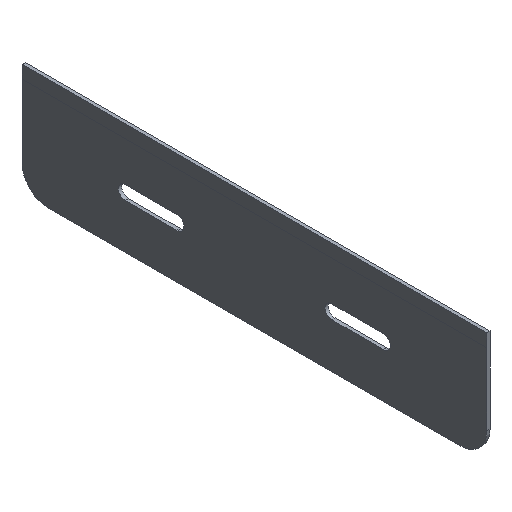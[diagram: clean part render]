
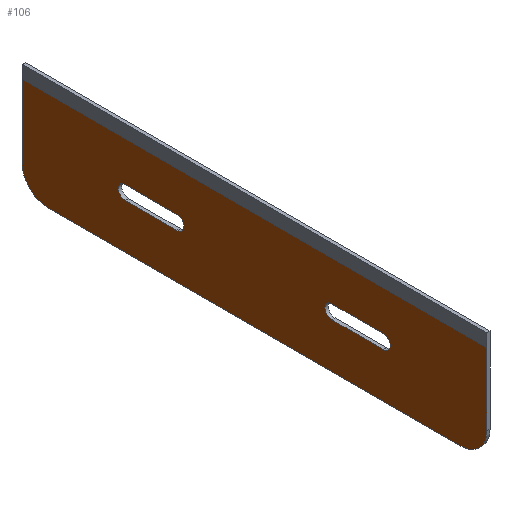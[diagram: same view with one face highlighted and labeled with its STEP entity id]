
A CAD part, isometric view. The second image highlights one B-rep face of the part: STEP entity #106.
In plain terms, the highlighted planar face has unit normal (-1, 0, 0).
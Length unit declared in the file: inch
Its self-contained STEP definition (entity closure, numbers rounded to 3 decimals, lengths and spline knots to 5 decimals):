
#8 = CIRCLE ( 'NONE', #262, 0.133 ) ;
#12 = FACE_BOUND ( 'NONE', #238, .T. ) ;
#13 = FACE_OUTER_BOUND ( 'NONE', #514, .T. ) ;
#27 = CARTESIAN_POINT ( 'NONE',  ( 7.25, 15.94, 0. ) ) ;
#28 = ORIENTED_EDGE ( 'NONE', *, *, #234, .F. ) ;
#36 = CIRCLE ( 'NONE', #209, 0.133 ) ;
#41 = VERTEX_POINT ( 'NONE', #267 ) ;
#45 = VERTEX_POINT ( 'NONE', #359 ) ;
#47 = CARTESIAN_POINT ( 'NONE',  ( 7.25, 6.94, 54.815 ) ) ;
#65 = DIRECTION ( 'NONE',  ( 0., 0., -1. ) ) ;
#68 = EDGE_CURVE ( 'NONE', #79, #412, #540, .T. ) ;
#79 = VERTEX_POINT ( 'NONE', #538 ) ;
#83 = LINE ( 'NONE', #256, #463 ) ;
#87 = DIRECTION ( 'NONE',  ( 0., 0., 1. ) ) ;
#88 = VECTOR ( 'NONE', #333, 39.37008 ) ;
#90 = DIRECTION ( 'NONE',  ( 0., 0., 1. ) ) ;
#93 = DIRECTION ( 'NONE',  ( 1., 0., 0. ) ) ;
#96 = CARTESIAN_POINT ( 'NONE',  ( 7.25, 12.94, 55.182 ) ) ;
#99 = CARTESIAN_POINT ( 'NONE',  ( 7.25, 8.94, 55.448 ) ) ;
#100 = CARTESIAN_POINT ( 'NONE',  ( 7.25, 9.94, 55.182 ) ) ;
#106 = ADVANCED_FACE ( 'NONE', ( #12, #229, #13 ), #141, .F. ) ;
#110 = DIRECTION ( 'NONE',  ( 0., 0., 1. ) ) ;
#111 = VERTEX_POINT ( 'NONE', #323 ) ;
#113 = ORIENTED_EDGE ( 'NONE', *, *, #387, .T. ) ;
#119 = VERTEX_POINT ( 'NONE', #358 ) ;
#127 = VERTEX_POINT ( 'NONE', #100 ) ;
#132 = CIRCLE ( 'NONE', #301, 0.133 ) ;
#141 = PLANE ( 'NONE',  #524 ) ;
#148 = EDGE_CURVE ( 'NONE', #419, #45, #353, .T. ) ;
#152 = CARTESIAN_POINT ( 'NONE',  ( 7.25, 12.94, 55.182 ) ) ;
#154 = DIRECTION ( 'NONE',  ( 0., 0., 1. ) ) ;
#161 = CIRCLE ( 'NONE', #347, 0.5 ) ;
#162 = DIRECTION ( 'NONE',  ( 1., 0., 0. ) ) ;
#166 = EDGE_LOOP ( 'NONE', ( #468, #396, #187, #259 ) ) ;
#168 = DIRECTION ( 'NONE',  ( 0., 1., 0. ) ) ;
#175 = DIRECTION ( 'NONE',  ( 0., -1., 0. ) ) ;
#176 = VERTEX_POINT ( 'NONE', #487 ) ;
#179 = DIRECTION ( 'NONE',  ( 0., -1., 0. ) ) ;
#181 = VECTOR ( 'NONE', #168, 39.37008 ) ;
#187 = ORIENTED_EDGE ( 'NONE', *, *, #280, .F. ) ;
#192 = CARTESIAN_POINT ( 'NONE',  ( 7.25, 6.94, 0. ) ) ;
#195 = ORIENTED_EDGE ( 'NONE', *, *, #536, .F. ) ;
#196 = DIRECTION ( 'NONE',  ( 0., 0., -1. ) ) ;
#200 = LINE ( 'NONE', #152, #88 ) ;
#205 = DIRECTION ( 'NONE',  ( 0., 0., 1. ) ) ;
#209 = AXIS2_PLACEMENT_3D ( 'NONE', #340, #162, #205 ) ;
#213 = CARTESIAN_POINT ( 'NONE',  ( 7.25, 12.94, 55.448 ) ) ;
#215 = DIRECTION ( 'NONE',  ( 1., 0., 0. ) ) ;
#229 = FACE_BOUND ( 'NONE', #166, .T. ) ;
#234 = EDGE_CURVE ( 'NONE', #419, #343, #515, .T. ) ;
#238 = EDGE_LOOP ( 'NONE', ( #490, #113, #298, #449 ) ) ;
#240 = ORIENTED_EDGE ( 'NONE', *, *, #270, .F. ) ;
#241 = LINE ( 'NONE', #27, #382 ) ;
#243 = CARTESIAN_POINT ( 'NONE',  ( 7.25, 15.44, 54.815 ) ) ;
#256 = CARTESIAN_POINT ( 'NONE',  ( 7.25, 8.94, 55.448 ) ) ;
#259 = ORIENTED_EDGE ( 'NONE', *, *, #268, .T. ) ;
#262 = AXIS2_PLACEMENT_3D ( 'NONE', #312, #486, #90 ) ;
#267 = CARTESIAN_POINT ( 'NONE',  ( 7.25, 15.94, 56.215 ) ) ;
#268 = EDGE_CURVE ( 'NONE', #506, #111, #200, .T. ) ;
#270 = EDGE_CURVE ( 'NONE', #176, #563, #325, .T. ) ;
#273 = DIRECTION ( 'NONE',  ( -1., 0., 0. ) ) ;
#276 = VECTOR ( 'NONE', #65, 39.37008 ) ;
#278 = CARTESIAN_POINT ( 'NONE',  ( 7.25, 0., 54.315 ) ) ;
#280 = EDGE_CURVE ( 'NONE', #506, #412, #394, .T. ) ;
#283 = VERTEX_POINT ( 'NONE', #499 ) ;
#286 = ORIENTED_EDGE ( 'NONE', *, *, #148, .T. ) ;
#288 = DIRECTION ( 'NONE',  ( -1., 0., 0. ) ) ;
#291 = ORIENTED_EDGE ( 'NONE', *, *, #316, .T. ) ;
#293 = AXIS2_PLACEMENT_3D ( 'NONE', #327, #288, #154 ) ;
#298 = ORIENTED_EDGE ( 'NONE', *, *, #477, .F. ) ;
#299 = DIRECTION ( 'NONE',  ( 0., -1., 0. ) ) ;
#301 = AXIS2_PLACEMENT_3D ( 'NONE', #445, #273, #496 ) ;
#303 = CARTESIAN_POINT ( 'NONE',  ( 7.25, 7.44, 54.815 ) ) ;
#304 = ORIENTED_EDGE ( 'NONE', *, *, #338, .F. ) ;
#312 = CARTESIAN_POINT ( 'NONE',  ( 7.25, 9.94, 55.315 ) ) ;
#316 = EDGE_CURVE ( 'NONE', #41, #343, #241, .T. ) ;
#322 = CARTESIAN_POINT ( 'NONE',  ( 7.25, 0., 56.215 ) ) ;
#323 = CARTESIAN_POINT ( 'NONE',  ( 7.25, 13.94, 55.182 ) ) ;
#325 = LINE ( 'NONE', #192, #276 ) ;
#327 = CARTESIAN_POINT ( 'NONE',  ( 7.25, 12.94, 55.315 ) ) ;
#333 = DIRECTION ( 'NONE',  ( 0., 1., 0. ) ) ;
#338 = EDGE_CURVE ( 'NONE', #563, #45, #161, .T. ) ;
#340 = CARTESIAN_POINT ( 'NONE',  ( 7.25, 13.94, 55.315 ) ) ;
#343 = VERTEX_POINT ( 'NONE', #478 ) ;
#347 = AXIS2_PLACEMENT_3D ( 'NONE', #303, #215, #391 ) ;
#353 = LINE ( 'NONE', #278, #363 ) ;
#358 = CARTESIAN_POINT ( 'NONE',  ( 7.25, 8.94, 55.182 ) ) ;
#359 = CARTESIAN_POINT ( 'NONE',  ( 7.25, 7.44, 54.315 ) ) ;
#363 = VECTOR ( 'NONE', #175, 39.37008 ) ;
#382 = VECTOR ( 'NONE', #196, 39.37008 ) ;
#387 = EDGE_CURVE ( 'NONE', #283, #494, #83, .T. ) ;
#390 = EDGE_CURVE ( 'NONE', #111, #79, #36, .T. ) ;
#391 = DIRECTION ( 'NONE',  ( 0., 0., 1. ) ) ;
#394 = CIRCLE ( 'NONE', #293, 0.133 ) ;
#396 = ORIENTED_EDGE ( 'NONE', *, *, #68, .T. ) ;
#397 = DIRECTION ( 'NONE',  ( 0., -1., 0. ) ) ;
#398 = EDGE_CURVE ( 'NONE', #119, #127, #472, .T. ) ;
#412 = VERTEX_POINT ( 'NONE', #213 ) ;
#419 = VERTEX_POINT ( 'NONE', #521 ) ;
#422 = VECTOR ( 'NONE', #179, 39.37008 ) ;
#445 = CARTESIAN_POINT ( 'NONE',  ( 7.25, 8.94, 55.315 ) ) ;
#447 = LINE ( 'NONE', #322, #513 ) ;
#449 = ORIENTED_EDGE ( 'NONE', *, *, #398, .T. ) ;
#463 = VECTOR ( 'NONE', #299, 39.37008 ) ;
#468 = ORIENTED_EDGE ( 'NONE', *, *, #390, .T. ) ;
#472 = LINE ( 'NONE', #561, #181 ) ;
#477 = EDGE_CURVE ( 'NONE', #119, #494, #132, .T. ) ;
#478 = CARTESIAN_POINT ( 'NONE',  ( 7.25, 15.94, 54.815 ) ) ;
#485 = CARTESIAN_POINT ( 'NONE',  ( 7.25, 0., 0. ) ) ;
#486 = DIRECTION ( 'NONE',  ( 1., 0., 0. ) ) ;
#487 = CARTESIAN_POINT ( 'NONE',  ( 7.25, 6.94, 56.215 ) ) ;
#490 = ORIENTED_EDGE ( 'NONE', *, *, #562, .T. ) ;
#494 = VERTEX_POINT ( 'NONE', #99 ) ;
#496 = DIRECTION ( 'NONE',  ( 0., 0., 1. ) ) ;
#499 = CARTESIAN_POINT ( 'NONE',  ( 7.25, 9.94, 55.448 ) ) ;
#506 = VERTEX_POINT ( 'NONE', #96 ) ;
#507 = DIRECTION ( 'NONE',  ( 1., 0., 0. ) ) ;
#513 = VECTOR ( 'NONE', #397, 39.37008 ) ;
#514 = EDGE_LOOP ( 'NONE', ( #291, #28, #286, #304, #240, #195 ) ) ;
#515 = CIRCLE ( 'NONE', #573, 0.5 ) ;
#521 = CARTESIAN_POINT ( 'NONE',  ( 7.25, 15.44, 54.315 ) ) ;
#524 = AXIS2_PLACEMENT_3D ( 'NONE', #485, #93, #87 ) ;
#536 = EDGE_CURVE ( 'NONE', #41, #176, #447, .T. ) ;
#538 = CARTESIAN_POINT ( 'NONE',  ( 7.25, 13.94, 55.448 ) ) ;
#540 = LINE ( 'NONE', #545, #422 ) ;
#545 = CARTESIAN_POINT ( 'NONE',  ( 7.25, 12.94, 55.448 ) ) ;
#561 = CARTESIAN_POINT ( 'NONE',  ( 7.25, 8.94, 55.182 ) ) ;
#562 = EDGE_CURVE ( 'NONE', #127, #283, #8, .T. ) ;
#563 = VERTEX_POINT ( 'NONE', #47 ) ;
#573 = AXIS2_PLACEMENT_3D ( 'NONE', #243, #507, #110 ) ;
